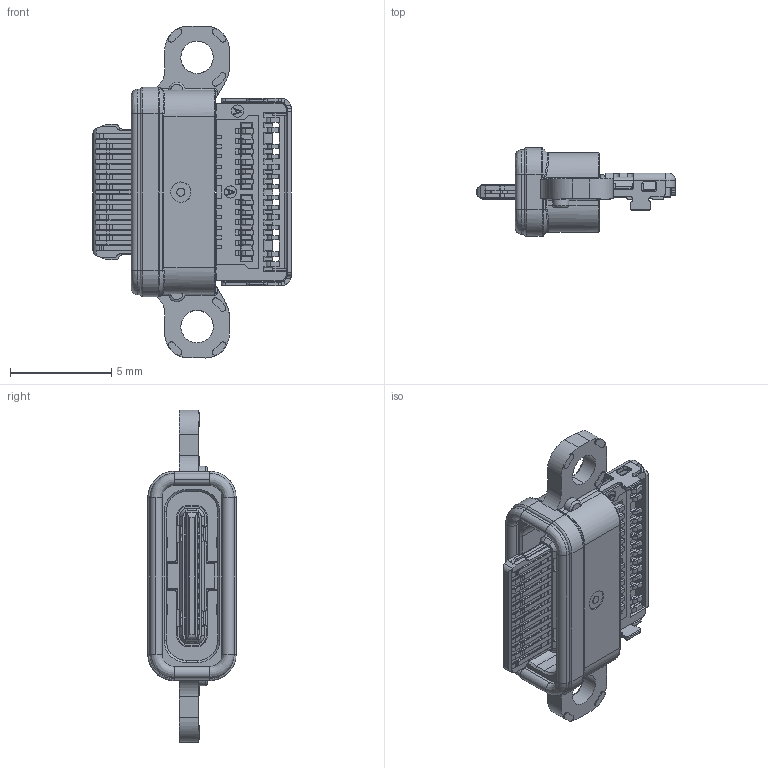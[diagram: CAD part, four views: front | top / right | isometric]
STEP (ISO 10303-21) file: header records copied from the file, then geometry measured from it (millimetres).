
FILE_DESCRIPTION (( 'STEP AP214' ), '1' );
FILE_NAME ('Same_Sky_UJ32-C-H-G-SMT-4-P24-TR-68.step', '2024-11-13T20:05:42', ( '' ), ( '' ), 'SwSTEP 2.0', 'SolidWorks 2024', '' );
FILE_SCHEMA (( 'AUTOMOTIVE_DESIGN' ));
Products named in the file (1): Same_Sky_UJ32-C-H-G-SMT-4-P24-TR-68
Bounding box: 9.8 x 4.36 x 16.4 mm (x, y, z)
Volume: 177 mm3; surface area: 1118.5 mm2
Topology: 4 solids, 4 shells, 5675 faces, 17210 edges, 11243 vertices
Faces by surface type: plane 4023, cylinder 1513, bspline 86, cone 38, torus 15
Entity records: 199146 total; most frequent: CARTESIAN_POINT 50204, ORIENTED_EDGE 34420, DIRECTION 26090, EDGE_CURVE 17210, VECTOR 12770, LINE 12770, VERTEX_POINT 11243, AXIS2_PLACEMENT_3D 6660
